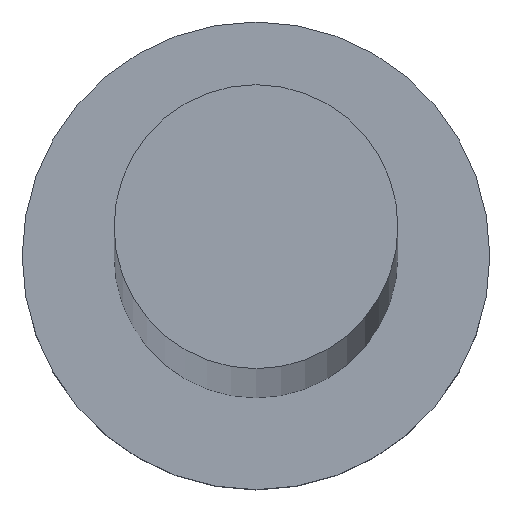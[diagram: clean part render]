
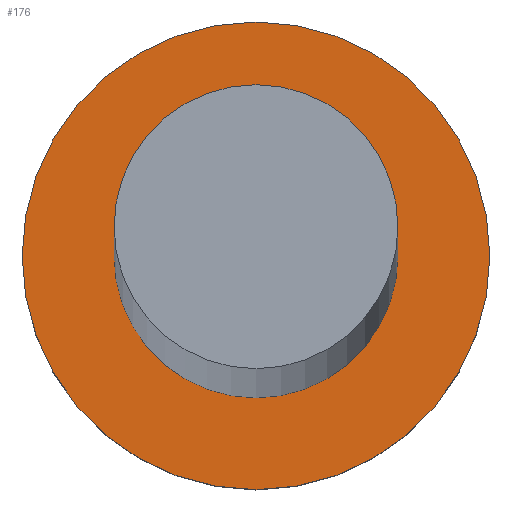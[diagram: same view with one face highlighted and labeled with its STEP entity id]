
A CAD part, top view. The second image highlights one B-rep face of the part: STEP entity #176.
In plain terms, the highlighted planar face has unit normal (0, 0, 1).
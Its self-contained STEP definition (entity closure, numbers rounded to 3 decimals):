
#8 = CARTESIAN_POINT ( 'NONE',  ( -4.25, 0., 5. ) ) ;
#9 = VERTEX_POINT ( 'NONE', #98 ) ;
#10 = AXIS2_PLACEMENT_3D ( 'NONE', #68, #22, #213 ) ;
#19 = CIRCLE ( 'NONE', #150, 7. ) ;
#20 = EDGE_CURVE ( 'NONE', #137, #163, #122, .T. ) ;
#22 = DIRECTION ( 'NONE',  ( 0., 0., 1. ) ) ;
#24 = PLANE ( 'NONE',  #218 ) ;
#25 = ORIENTED_EDGE ( 'NONE', *, *, #20, .F. ) ;
#32 = EDGE_LOOP ( 'NONE', ( #121, #25 ) ) ;
#44 = CARTESIAN_POINT ( 'NONE',  ( 0., 0., 5. ) ) ;
#48 = CARTESIAN_POINT ( 'NONE',  ( 4.25, 0., 5. ) ) ;
#68 = CARTESIAN_POINT ( 'NONE',  ( 0., 0., 5. ) ) ;
#71 = AXIS2_PLACEMENT_3D ( 'NONE', #44, #245, #207 ) ;
#92 = FACE_BOUND ( 'NONE', #32, .T. ) ;
#95 = ORIENTED_EDGE ( 'NONE', *, *, #242, .T. ) ;
#98 = CARTESIAN_POINT ( 'NONE',  ( -7., 0., 5. ) ) ;
#101 = VERTEX_POINT ( 'NONE', #133 ) ;
#102 = EDGE_CURVE ( 'NONE', #9, #101, #195, .T. ) ;
#111 = EDGE_CURVE ( 'NONE', #163, #137, #237, .T. ) ;
#117 = FACE_OUTER_BOUND ( 'NONE', #243, .T. ) ;
#121 = ORIENTED_EDGE ( 'NONE', *, *, #111, .F. ) ;
#122 = CIRCLE ( 'NONE', #144, 4.25 ) ;
#132 = CARTESIAN_POINT ( 'NONE',  ( 0., 0., 5. ) ) ;
#133 = CARTESIAN_POINT ( 'NONE',  ( 7., 0., 5. ) ) ;
#137 = VERTEX_POINT ( 'NONE', #48 ) ;
#142 = CARTESIAN_POINT ( 'NONE',  ( 0., 0., 5. ) ) ;
#144 = AXIS2_PLACEMENT_3D ( 'NONE', #142, #187, #249 ) ;
#145 = DIRECTION ( 'NONE',  ( 0., 0., 1. ) ) ;
#150 = AXIS2_PLACEMENT_3D ( 'NONE', #132, #244, #158 ) ;
#158 = DIRECTION ( 'NONE',  ( 1., 0., 0. ) ) ;
#163 = VERTEX_POINT ( 'NONE', #8 ) ;
#176 = ADVANCED_FACE ( 'NONE', ( #92, #117 ), #24, .T. ) ;
#187 = DIRECTION ( 'NONE',  ( 0., 0., 1. ) ) ;
#190 = ORIENTED_EDGE ( 'NONE', *, *, #102, .T. ) ;
#195 = CIRCLE ( 'NONE', #71, 7. ) ;
#207 = DIRECTION ( 'NONE',  ( 1., 0., 0. ) ) ;
#213 = DIRECTION ( 'NONE',  ( 1., 0., 0. ) ) ;
#218 = AXIS2_PLACEMENT_3D ( 'NONE', #220, #145, #230 ) ;
#220 = CARTESIAN_POINT ( 'NONE',  ( 0., 0., 5. ) ) ;
#230 = DIRECTION ( 'NONE',  ( 1., 0., 0. ) ) ;
#237 = CIRCLE ( 'NONE', #10, 4.25 ) ;
#242 = EDGE_CURVE ( 'NONE', #101, #9, #19, .T. ) ;
#243 = EDGE_LOOP ( 'NONE', ( #190, #95 ) ) ;
#244 = DIRECTION ( 'NONE',  ( 0., 0., 1. ) ) ;
#245 = DIRECTION ( 'NONE',  ( 0., 0., 1. ) ) ;
#249 = DIRECTION ( 'NONE',  ( 1., 0., 0. ) ) ;
